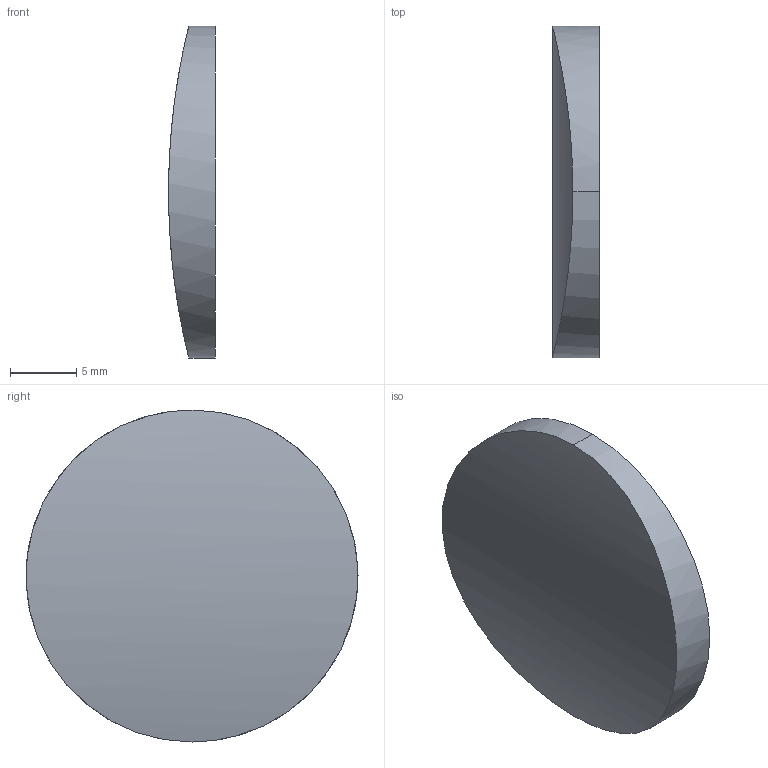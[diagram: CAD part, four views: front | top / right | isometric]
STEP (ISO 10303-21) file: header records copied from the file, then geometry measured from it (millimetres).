
FILE_DESCRIPTION (( 'STEP AP214' ), '1' );
FILE_NAME ('155041.STEP', '2019-06-18T01:50:11', ( 'user' ), ( '微软中国' ), 'SwSTEP 2.0', 'SolidWorks 2016', '' );
FILE_SCHEMA (( 'AUTOMOTIVE_DESIGN' ));
Length unit declared in the file: millimetre
Products named in the file (1): 155041
Bounding box: 3.53 x 25 x 25 mm (x, y, z)
Volume: 1545.9 mm3; surface area: 1202.6 mm2
Topology: 1 solids, 1 shells, 4 faces, 6 edges, 4 vertices
Faces by surface type: cylinder 3, plane 1
Entity records: 220 total; most frequent: CARTESIAN_POINT 113, DIRECTION 16, ORIENTED_EDGE 12, AXIS2_PLACEMENT_3D 7, EDGE_CURVE 6, EDGE_LOOP 4, ADVANCED_FACE 4, FACE_OUTER_BOUND 4
